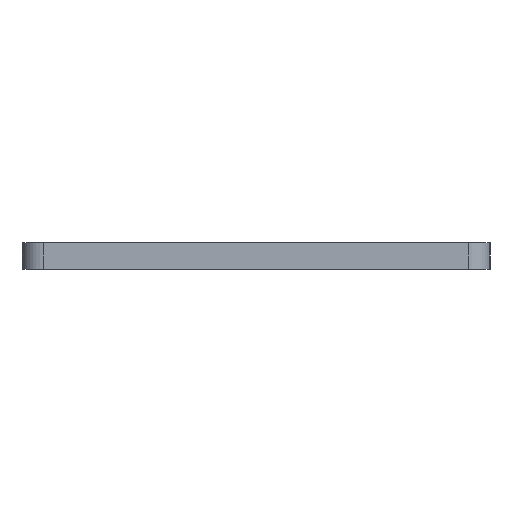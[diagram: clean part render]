
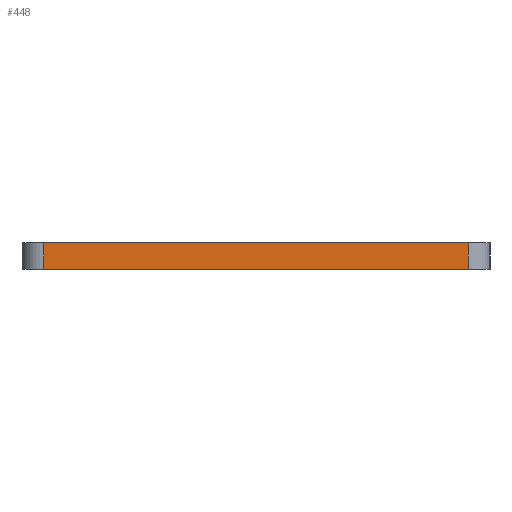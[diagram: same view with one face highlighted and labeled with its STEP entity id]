
A CAD part, left-side view. The second image highlights one B-rep face of the part: STEP entity #448.
In plain terms, the highlighted planar face has unit normal (-1, 0, 0).
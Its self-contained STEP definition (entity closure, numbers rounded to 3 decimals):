
#39=PLANE('',#505);
#58=FACE_OUTER_BOUND('',#89,.T.);
#89=EDGE_LOOP('',(#377,#378,#379,#380));
#115=LINE('',#707,#151);
#132=LINE('',#744,#168);
#133=LINE('',#747,#169);
#134=LINE('',#748,#170);
#151=VECTOR('',#583,10.);
#168=VECTOR('',#616,10.);
#169=VECTOR('',#619,10.);
#170=VECTOR('',#620,10.);
#222=VERTEX_POINT('',#704);
#223=VERTEX_POINT('',#706);
#235=VERTEX_POINT('',#742);
#236=VERTEX_POINT('',#746);
#270=EDGE_CURVE('',#222,#223,#115,.T.);
#289=EDGE_CURVE('',#235,#223,#132,.T.);
#290=EDGE_CURVE('',#236,#235,#133,.T.);
#291=EDGE_CURVE('',#236,#222,#134,.T.);
#377=ORIENTED_EDGE('',*,*,#290,.T.);
#378=ORIENTED_EDGE('',*,*,#289,.T.);
#379=ORIENTED_EDGE('',*,*,#270,.F.);
#380=ORIENTED_EDGE('',*,*,#291,.F.);
#448=ADVANCED_FACE('',(#58),#39,.T.);
#505=AXIS2_PLACEMENT_3D('',#745,#617,#618);
#583=DIRECTION('',(0.,-1.,0.));
#616=DIRECTION('',(0.,0.,1.));
#617=DIRECTION('center_axis',(-1.,0.,0.));
#618=DIRECTION('ref_axis',(0.,-1.,0.));
#619=DIRECTION('',(0.,-1.,0.));
#620=DIRECTION('',(0.,0.,1.));
#704=CARTESIAN_POINT('',(0.,102.25,6.));
#706=CARTESIAN_POINT('',(0.,5.,6.));
#707=CARTESIAN_POINT('',(0.,102.25,6.));
#742=CARTESIAN_POINT('',(0.,5.,0.));
#744=CARTESIAN_POINT('',(0.,5.,0.));
#745=CARTESIAN_POINT('Origin',(0.,102.25,0.));
#746=CARTESIAN_POINT('',(0.,102.25,0.));
#747=CARTESIAN_POINT('',(0.,102.25,0.));
#748=CARTESIAN_POINT('',(0.,102.25,0.));
